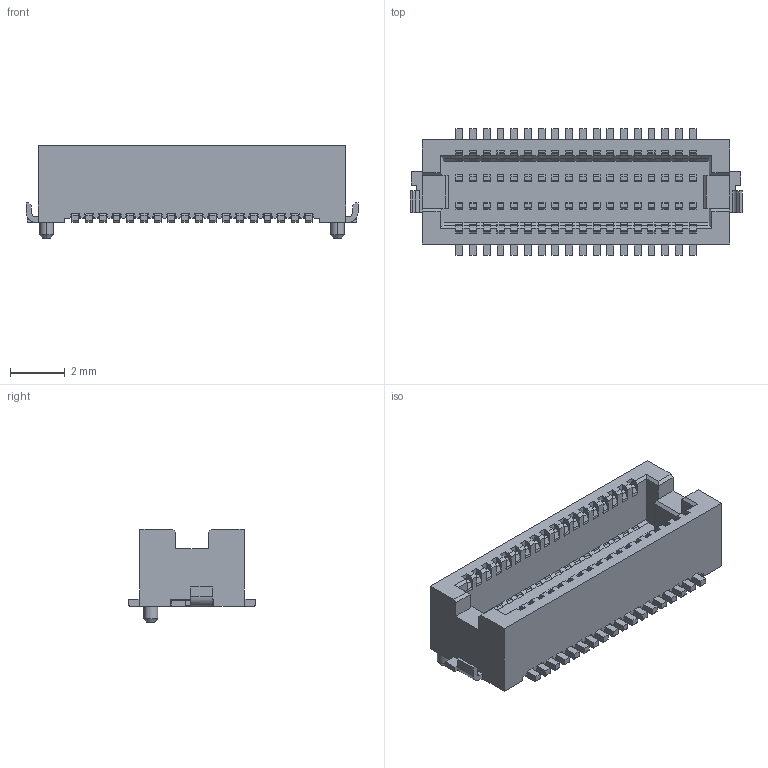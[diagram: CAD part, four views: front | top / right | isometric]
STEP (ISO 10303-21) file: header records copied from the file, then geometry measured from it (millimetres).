
FILE_DESCRIPTION(('FreeCAD Model'),'2;1');
FILE_NAME('DF12(3.5)-36DP-0.5V.stp','2019-07-17T12:42:51',('Author'),(''), 'Open CASCADE STEP processor 7.2','FreeCAD','Unknown');
FILE_SCHEMA(('AUTOMOTIVE_DESIGN { 1 0 10303 214 1 1 1 1 }'));
Length unit declared in the file: millimetre
Products named in the file (1): DF12(3.5)-36DP
Bounding box: 12.1 x 4.6 x 3.4 mm (x, y, z)
Volume: 65.8 mm3; surface area: 321.5 mm2
Topology: 1 solids, 1 shells, 1914 faces, 5444 edges, 3572 vertices
Faces by surface type: plane 1646, cylinder 264, cone 4
Entity records: 61211 total; most frequent: CARTESIAN_POINT 10931, ORIENTED_EDGE 10888, DIRECTION 9812, EDGE_CURVE 5444, LINE 4906, VECTOR 4906, VERTEX_POINT 3572, AXIS2_PLACEMENT_3D 2453
